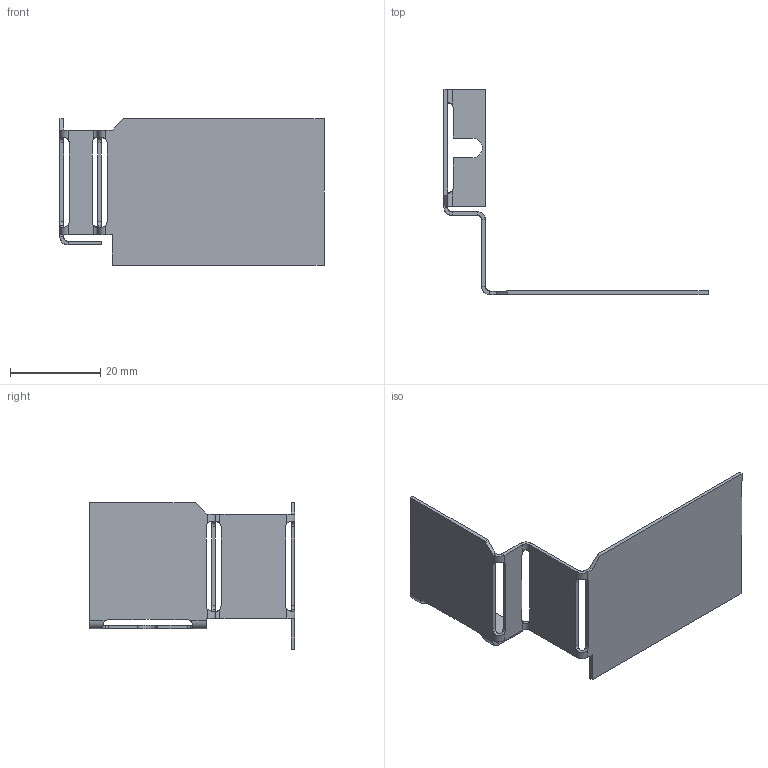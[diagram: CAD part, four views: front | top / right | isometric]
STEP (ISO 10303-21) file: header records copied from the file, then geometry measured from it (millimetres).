
FILE_DESCRIPTION(('CATIA V5R24 STEP','CAx-IF Rec.Pracs.--- Model Styling and Organization---1.2---2011-12-15'),'2;1');
FILE_NAME ('D1451692_1_1390910000_1390910000.stp','2018-07-23T09:18:03+00:00',('none'),('Weidmueller'),'CATIA Version 5-6 Release 2014 SP4 HF52','CATIA V5 STEP AP214','none');
FILE_SCHEMA(('AUTOMOTIVE_DESIGN { 1 0 10303 214 1 1 1 1 }'));
Length unit declared in the file: millimetre
Products named in the file (1): KLIPPON_COPL_080806
Bounding box: 58.59 x 45.59 x 32.5 mm (x, y, z)
Volume: 2305 mm3; surface area: 6141.8 mm2
Topology: 1 solids, 1 shells, 92 faces, 230 edges, 132 vertices
Faces by surface type: plane 50, cylinder 34, bspline 8
Entity records: 3031 total; most frequent: CARTESIAN_POINT 947, ORIENTED_EDGE 460, DIRECTION 356, EDGE_CURVE 230, VECTOR 154, LINE 154, VERTEX_POINT 132, AXIS2_PLACEMENT_3D 126
